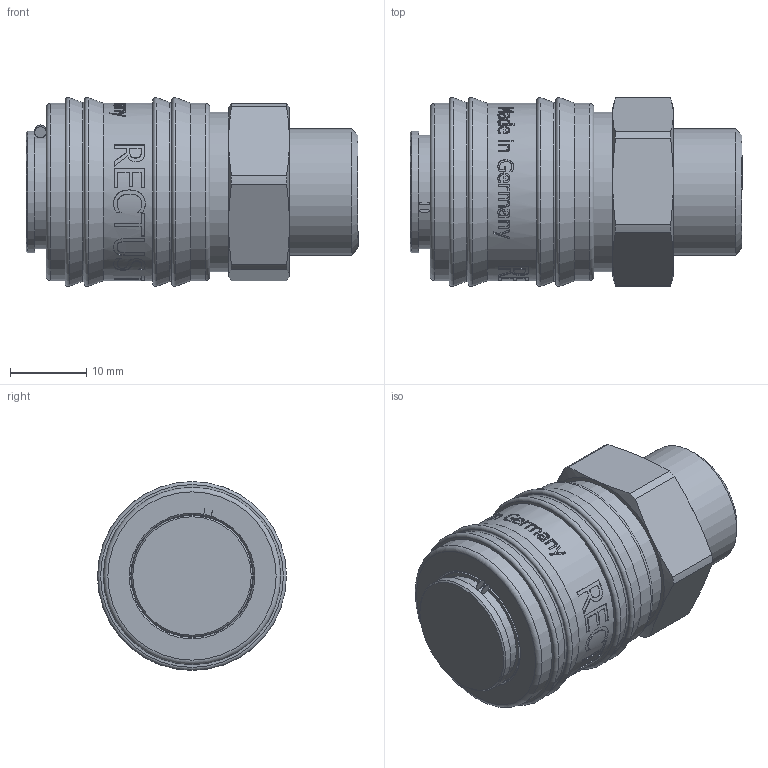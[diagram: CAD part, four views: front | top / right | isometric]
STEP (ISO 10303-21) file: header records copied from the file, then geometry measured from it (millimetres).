
FILE_DESCRIPTION((''),'2;1');
FILE_NAME('14kaaw17mpn.stp','2014-04-03T12:52:59',('AS035480'),(''),'Autodesk Inventor 2013','Autodesk Inventor 2013','');
FILE_SCHEMA(('AUTOMOTIVE_DESIGN { 1 0 10303 214 1 1 1 1 }'));
Length unit declared in the file: millimetre
Products named in the file (1): D109920
Bounding box: 43.6 x 24.8 x 24.8 mm (x, y, z)
Volume: 13755.9 mm3; surface area: 8333.4 mm2
Topology: 3 solids, 5 shells, 497 faces, 1313 edges, 866 vertices
Faces by surface type: plane 211, bspline 196, cylinder 58, cone 22, torus 10
Full cylindrical faces by diameter (mm): 13.223 x1, 14.45 x1, 14.95 x1, 15.95 x2, 16.1 x1, 16.65 x1, 16.665 x1, 17 x1, 18 x1, 21 x1, 21.1 x1, 23.299 x2, 23.3 x1
Entity records: 65873 total; most frequent: CARTESIAN_POINT 54788, ORIENTED_EDGE 2540, DIRECTION 1475, EDGE_CURVE 1270, VERTEX_POINT 858, EDGE_LOOP 580, B_SPLINE_CURVE_WITH_KNOTS 562, FACE_OUTER_BOUND 497
